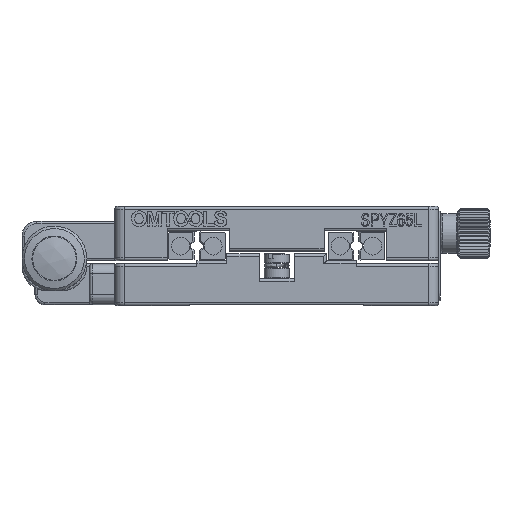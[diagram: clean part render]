
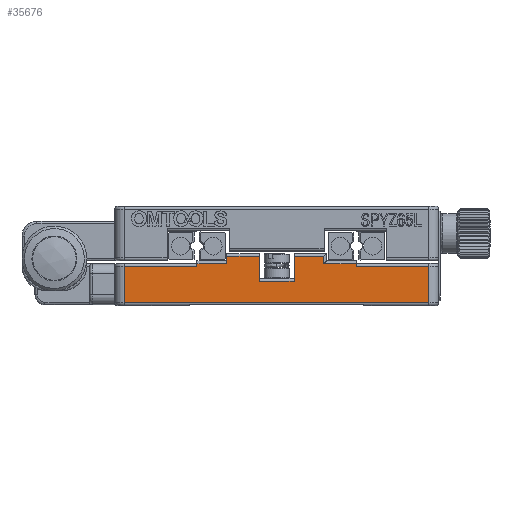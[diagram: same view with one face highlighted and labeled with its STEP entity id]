
A CAD part, front view. The second image highlights one B-rep face of the part: STEP entity #35676.
In plain terms, the highlighted planar face has unit normal (0, -1, 0).
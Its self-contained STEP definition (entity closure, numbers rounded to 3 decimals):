
#286 = ORIENTED_EDGE ( 'NONE', *, *, #3513, .T. ) ;
#780 = EDGE_CURVE ( 'NONE', #7580, #35456, #23721, .T. ) ;
#852 = EDGE_CURVE ( 'NONE', #17853, #7439, #34040, .T. ) ;
#1178 = ORIENTED_EDGE ( 'NONE', *, *, #11621, .T. ) ;
#1298 = CARTESIAN_POINT ( 'NONE',  ( 3.5, -32.5, 9.9 ) ) ;
#1373 = CARTESIAN_POINT ( 'NONE',  ( -10., -32.5, 9.9 ) ) ;
#1475 = VECTOR ( 'NONE', #9703, 1000. ) ;
#1816 = CARTESIAN_POINT ( 'NONE',  ( 0., -32.5, 7.9 ) ) ;
#1895 = CARTESIAN_POINT ( 'NONE',  ( -32.5, -32.5, 4.9 ) ) ;
#1923 = CARTESIAN_POINT ( 'NONE',  ( -32.5, -32.5, 10.5 ) ) ;
#1929 = LINE ( 'NONE', #21112, #1475 ) ;
#1983 = ORIENTED_EDGE ( 'NONE', *, *, #780, .T. ) ;
#2144 = CARTESIAN_POINT ( 'NONE',  ( 16., -32.5, 7.9 ) ) ;
#2390 = LINE ( 'NONE', #1816, #30764 ) ;
#3380 = CARTESIAN_POINT ( 'NONE',  ( -30.5, -32.5, 7.9 ) ) ;
#3513 = EDGE_CURVE ( 'NONE', #30647, #17853, #21266, .T. ) ;
#3563 = EDGE_CURVE ( 'NONE', #28253, #7580, #1929, .T. ) ;
#3664 = VECTOR ( 'NONE', #7663, 1000. ) ;
#3671 = CARTESIAN_POINT ( 'NONE',  ( -32.5, -32.5, 7.9 ) ) ;
#3719 = CARTESIAN_POINT ( 'NONE',  ( 30.5, -32.5, 10.5 ) ) ;
#3812 = CARTESIAN_POINT ( 'NONE',  ( -32.5, -32.5, 0.6 ) ) ;
#3866 = CARTESIAN_POINT ( 'NONE',  ( -3.5, -32.5, 4.9 ) ) ;
#4065 = DIRECTION ( 'NONE',  ( 0., 0., -1. ) ) ;
#4691 = LINE ( 'NONE', #9810, #34783 ) ;
#4887 = CARTESIAN_POINT ( 'NONE',  ( -10., -32.5, 8.4 ) ) ;
#4954 = VECTOR ( 'NONE', #23000, 1000. ) ;
#4986 = ORIENTED_EDGE ( 'NONE', *, *, #11070, .F. ) ;
#5309 = ORIENTED_EDGE ( 'NONE', *, *, #28004, .T. ) ;
#5421 = CARTESIAN_POINT ( 'NONE',  ( -16., -32.5, 7.9 ) ) ;
#5480 = ORIENTED_EDGE ( 'NONE', *, *, #18817, .T. ) ;
#5558 = VECTOR ( 'NONE', #34822, 1000. ) ;
#5697 = DIRECTION ( 'NONE',  ( 0., 0., 1. ) ) ;
#5998 = VECTOR ( 'NONE', #25446, 1000. ) ;
#6352 = DIRECTION ( 'NONE',  ( 0., 0., 1. ) ) ;
#6650 = LINE ( 'NONE', #14321, #4954 ) ;
#6703 = CARTESIAN_POINT ( 'NONE',  ( -30.5, -32.5, 0.6 ) ) ;
#6760 = ORIENTED_EDGE ( 'NONE', *, *, #852, .T. ) ;
#6917 = AXIS2_PLACEMENT_3D ( 'NONE', #1923, #28924, #29394 ) ;
#6930 = EDGE_CURVE ( 'NONE', #25670, #16562, #6650, .T. ) ;
#7365 = EDGE_CURVE ( 'NONE', #7439, #25670, #8690, .T. ) ;
#7439 = VERTEX_POINT ( 'NONE', #17546 ) ;
#7580 = VERTEX_POINT ( 'NONE', #6703 ) ;
#7656 = VERTEX_POINT ( 'NONE', #23558 ) ;
#7663 = DIRECTION ( 'NONE',  ( -1., 0., 0. ) ) ;
#8556 = LINE ( 'NONE', #3671, #25341 ) ;
#8690 = LINE ( 'NONE', #22605, #32782 ) ;
#8693 = EDGE_CURVE ( 'NONE', #35456, #7656, #24069, .T. ) ;
#8792 = VECTOR ( 'NONE', #31377, 1000. ) ;
#9633 = EDGE_LOOP ( 'NONE', ( #26474, #11918, #29119, #286, #6760, #15174, #27551, #5480, #1178, #21899, #4986, #10494, #10081, #5309, #10014, #1983 ) ) ;
#9703 = DIRECTION ( 'NONE',  ( 0., 0., -1. ) ) ;
#9810 = CARTESIAN_POINT ( 'NONE',  ( -16., -32.5, 10.5 ) ) ;
#9860 = EDGE_CURVE ( 'NONE', #29418, #32007, #4691, .T. ) ;
#10014 = ORIENTED_EDGE ( 'NONE', *, *, #3563, .T. ) ;
#10081 = ORIENTED_EDGE ( 'NONE', *, *, #9860, .T. ) ;
#10494 = ORIENTED_EDGE ( 'NONE', *, *, #33656, .T. ) ;
#10558 = EDGE_CURVE ( 'NONE', #16299, #29912, #14924, .T. ) ;
#11070 = EDGE_CURVE ( 'NONE', #34563, #29912, #15710, .T. ) ;
#11128 = LINE ( 'NONE', #1895, #5558 ) ;
#11265 = VECTOR ( 'NONE', #28171, 1000. ) ;
#11621 = EDGE_CURVE ( 'NONE', #25153, #16299, #33231, .T. ) ;
#11656 = DIRECTION ( 'NONE',  ( -1., 0., 0. ) ) ;
#11918 = ORIENTED_EDGE ( 'NONE', *, *, #30868, .T. ) ;
#13372 = VECTOR ( 'NONE', #22790, 1000. ) ;
#14292 = VERTEX_POINT ( 'NONE', #2144 ) ;
#14321 = CARTESIAN_POINT ( 'NONE',  ( 3.5, -32.5, 10.5 ) ) ;
#14525 = CARTESIAN_POINT ( 'NONE',  ( -3.5, -32.5, 10.5 ) ) ;
#14924 = LINE ( 'NONE', #1373, #34263 ) ;
#15174 = ORIENTED_EDGE ( 'NONE', *, *, #7365, .T. ) ;
#15710 = LINE ( 'NONE', #22985, #8792 ) ;
#15955 = CARTESIAN_POINT ( 'NONE',  ( -3.5, -32.5, 9.9 ) ) ;
#16037 = DIRECTION ( 'NONE',  ( -1., 0., 0. ) ) ;
#16299 = VERTEX_POINT ( 'NONE', #15955 ) ;
#16562 = VERTEX_POINT ( 'NONE', #35151 ) ;
#17546 = CARTESIAN_POINT ( 'NONE',  ( 9.4, -32.5, 9.9 ) ) ;
#17774 = CARTESIAN_POINT ( 'NONE',  ( -16., -32.5, 8.4 ) ) ;
#17853 = VERTEX_POINT ( 'NONE', #22023 ) ;
#18817 = EDGE_CURVE ( 'NONE', #16562, #25153, #11128, .T. ) ;
#19768 = CARTESIAN_POINT ( 'NONE',  ( 16., -32.5, 10.5 ) ) ;
#20010 = CARTESIAN_POINT ( 'NONE',  ( 9.4, -32.5, 10.5 ) ) ;
#21112 = CARTESIAN_POINT ( 'NONE',  ( -30.5, -32.5, 10.5 ) ) ;
#21198 = VECTOR ( 'NONE', #6352, 1000. ) ;
#21266 = LINE ( 'NONE', #29783, #3664 ) ;
#21899 = ORIENTED_EDGE ( 'NONE', *, *, #10558, .T. ) ;
#22023 = CARTESIAN_POINT ( 'NONE',  ( 9.4, -32.5, 8.4 ) ) ;
#22277 = FACE_OUTER_BOUND ( 'NONE', #9633, .T. ) ;
#22605 = CARTESIAN_POINT ( 'NONE',  ( 3.5, -32.5, 9.9 ) ) ;
#22790 = DIRECTION ( 'NONE',  ( 0., 0., 1. ) ) ;
#22985 = CARTESIAN_POINT ( 'NONE',  ( -10., -32.5, 9. ) ) ;
#23000 = DIRECTION ( 'NONE',  ( 0., 0., -1. ) ) ;
#23364 = LINE ( 'NONE', #24198, #27187 ) ;
#23558 = CARTESIAN_POINT ( 'NONE',  ( 30.5, -32.5, 7.9 ) ) ;
#23721 = LINE ( 'NONE', #3812, #11265 ) ;
#24037 = DIRECTION ( 'NONE',  ( -1., 0., 0. ) ) ;
#24069 = LINE ( 'NONE', #3719, #5998 ) ;
#24198 = CARTESIAN_POINT ( 'NONE',  ( -16., -32.5, 8.4 ) ) ;
#25121 = CARTESIAN_POINT ( 'NONE',  ( 30.5, -32.5, 0.6 ) ) ;
#25153 = VERTEX_POINT ( 'NONE', #3866 ) ;
#25341 = VECTOR ( 'NONE', #28151, 1000. ) ;
#25446 = DIRECTION ( 'NONE',  ( 0., 0., 1. ) ) ;
#25670 = VERTEX_POINT ( 'NONE', #1298 ) ;
#25706 = CARTESIAN_POINT ( 'NONE',  ( -10., -32.5, 9.9 ) ) ;
#26474 = ORIENTED_EDGE ( 'NONE', *, *, #8693, .T. ) ;
#26647 = PLANE ( 'NONE',  #6917 ) ;
#27187 = VECTOR ( 'NONE', #16037, 1000. ) ;
#27193 = CARTESIAN_POINT ( 'NONE',  ( 16., -32.5, 8.4 ) ) ;
#27502 = VECTOR ( 'NONE', #5697, 1000. ) ;
#27551 = ORIENTED_EDGE ( 'NONE', *, *, #6930, .T. ) ;
#28004 = EDGE_CURVE ( 'NONE', #32007, #28253, #2390, .T. ) ;
#28151 = DIRECTION ( 'NONE',  ( -1., 0., 0. ) ) ;
#28171 = DIRECTION ( 'NONE',  ( 1., 0., 0. ) ) ;
#28253 = VERTEX_POINT ( 'NONE', #3380 ) ;
#28868 = DIRECTION ( 'NONE',  ( -1., 0., 0. ) ) ;
#28924 = DIRECTION ( 'NONE',  ( 0., 1., 0. ) ) ;
#29119 = ORIENTED_EDGE ( 'NONE', *, *, #34781, .T. ) ;
#29394 = DIRECTION ( 'NONE',  ( 0., 0., 1. ) ) ;
#29418 = VERTEX_POINT ( 'NONE', #17774 ) ;
#29783 = CARTESIAN_POINT ( 'NONE',  ( -32.5, -32.5, 8.4 ) ) ;
#29912 = VERTEX_POINT ( 'NONE', #25706 ) ;
#30647 = VERTEX_POINT ( 'NONE', #27193 ) ;
#30764 = VECTOR ( 'NONE', #24037, 1000. ) ;
#30868 = EDGE_CURVE ( 'NONE', #7656, #14292, #8556, .T. ) ;
#31377 = DIRECTION ( 'NONE',  ( 0., 0., 1. ) ) ;
#32007 = VERTEX_POINT ( 'NONE', #5421 ) ;
#32782 = VECTOR ( 'NONE', #11656, 1000. ) ;
#33231 = LINE ( 'NONE', #14525, #21198 ) ;
#33656 = EDGE_CURVE ( 'NONE', #34563, #29418, #23364, .T. ) ;
#34040 = LINE ( 'NONE', #20010, #13372 ) ;
#34263 = VECTOR ( 'NONE', #28868, 1000. ) ;
#34563 = VERTEX_POINT ( 'NONE', #4887 ) ;
#34781 = EDGE_CURVE ( 'NONE', #14292, #30647, #34856, .T. ) ;
#34783 = VECTOR ( 'NONE', #4065, 1000. ) ;
#34822 = DIRECTION ( 'NONE',  ( -1., 0., 0. ) ) ;
#34856 = LINE ( 'NONE', #19768, #27502 ) ;
#35151 = CARTESIAN_POINT ( 'NONE',  ( 3.5, -32.5, 4.9 ) ) ;
#35456 = VERTEX_POINT ( 'NONE', #25121 ) ;
#35676 = ADVANCED_FACE ( 'NONE', ( #22277 ), #26647, .F. ) ;
